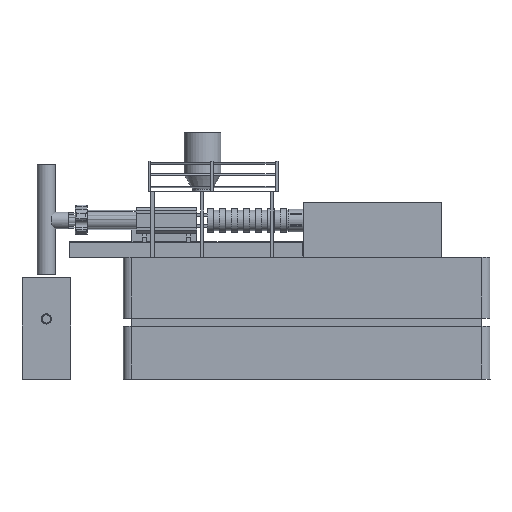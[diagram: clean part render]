
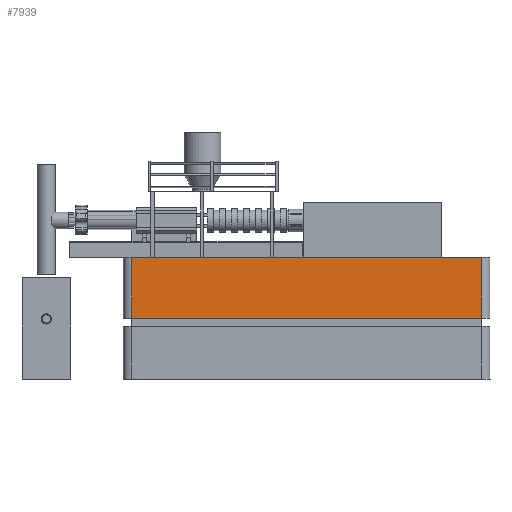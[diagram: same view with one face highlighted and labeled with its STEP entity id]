
A CAD part, left-side view. The second image highlights one B-rep face of the part: STEP entity #7939.
In plain terms, the highlighted planar face has unit normal (-1, 0, 0).
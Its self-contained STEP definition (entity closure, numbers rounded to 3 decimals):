
#763=PLANE('',#8741);
#1195=FACE_OUTER_BOUND('',#1747,.T.);
#1747=EDGE_LOOP('',(#7147,#7148,#7149,#7150));
#2492=LINE('',#13536,#3298);
#2506=LINE('',#13577,#3312);
#2516=LINE('',#13597,#3322);
#2517=LINE('',#13599,#3323);
#3298=VECTOR('',#10735,0.1);
#3312=VECTOR('',#10771,0.1);
#3322=VECTOR('',#10793,0.1);
#3323=VECTOR('',#10796,0.1);
#4036=VERTEX_POINT('',#13533);
#4037=VERTEX_POINT('',#13535);
#4052=VERTEX_POINT('',#13574);
#4053=VERTEX_POINT('',#13576);
#5074=EDGE_CURVE('',#4036,#4037,#2492,.T.);
#5094=EDGE_CURVE('',#4053,#4052,#2506,.T.);
#5105=EDGE_CURVE('',#4052,#4037,#2516,.T.);
#5106=EDGE_CURVE('',#4053,#4036,#2517,.T.);
#7147=ORIENTED_EDGE('',*,*,#5094,.T.);
#7148=ORIENTED_EDGE('',*,*,#5105,.T.);
#7149=ORIENTED_EDGE('',*,*,#5074,.F.);
#7150=ORIENTED_EDGE('',*,*,#5106,.F.);
#7939=ADVANCED_FACE('',(#1195),#763,.T.);
#8741=AXIS2_PLACEMENT_3D('',#13598,#10794,#10795);
#10735=DIRECTION('',(0.,0.,1.));
#10771=DIRECTION('',(0.,0.,1.));
#10793=DIRECTION('',(0.,1.,0.));
#10794=DIRECTION('center_axis',(-1.,0.,0.));
#10795=DIRECTION('ref_axis',(0.,0.,
1.));
#10796=DIRECTION('',(0.,1.,0.));
#13533=CARTESIAN_POINT('',(-276.575,-635.857,619.932));
#13535=CARTESIAN_POINT('',(-276.575,-635.857,706.229));
#13536=CARTESIAN_POINT('',(-276.575,-635.857,619.932));
#13574=CARTESIAN_POINT('',(-276.575,-650.857,706.229));
#13576=CARTESIAN_POINT('',(-276.575,-650.857,619.932));
#13577=CARTESIAN_POINT('',(-276.575,-650.857,619.932));
#13597=CARTESIAN_POINT('',(-276.575,-650.857,706.229));
#13598=CARTESIAN_POINT('Origin',(-276.575,-650.857,619.932));
#13599=CARTESIAN_POINT('',(-276.575,-650.857,619.932));
